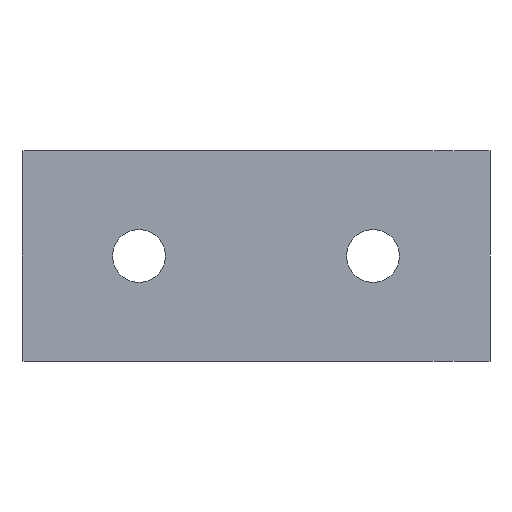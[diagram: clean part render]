
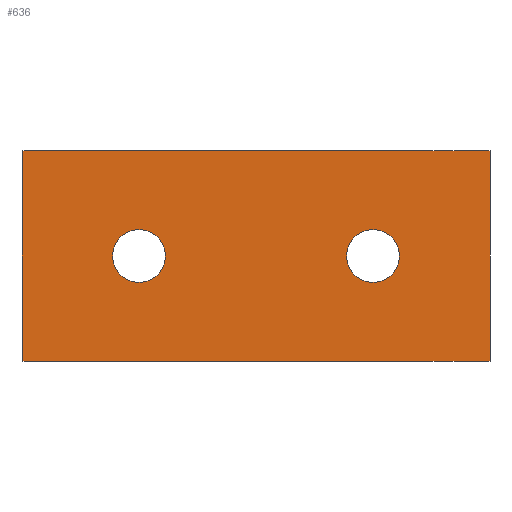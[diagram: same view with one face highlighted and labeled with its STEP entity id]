
A CAD part, left-side view. The second image highlights one B-rep face of the part: STEP entity #636.
In plain terms, the highlighted planar face has unit normal (-1, 0, 0).
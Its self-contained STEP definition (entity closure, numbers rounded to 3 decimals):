
#2 = CARTESIAN_POINT ( 'NONE',  ( 0., 60., 4.5 ) ) ;
#7 = EDGE_LOOP ( 'NONE', ( #212, #208 ) ) ;
#8 = CARTESIAN_POINT ( 'NONE',  ( 0., 0., 18. ) ) ;
#13 = EDGE_LOOP ( 'NONE', ( #159, #233, #119, #346 ) ) ;
#28 = AXIS2_PLACEMENT_3D ( 'NONE', #362, #420, #527 ) ;
#40 = CARTESIAN_POINT ( 'NONE',  ( 0., 20., 0. ) ) ;
#50 = CARTESIAN_POINT ( 'NONE',  ( 0., 0., -18. ) ) ;
#51 = PLANE ( 'NONE',  #463 ) ;
#56 = VERTEX_POINT ( 'NONE', #170 ) ;
#60 = CARTESIAN_POINT ( 'NONE',  ( 0., 80., -18. ) ) ;
#97 = DIRECTION ( 'NONE',  ( 0., 0., -1. ) ) ;
#101 = FACE_BOUND ( 'NONE', #562, .T. ) ;
#111 = VECTOR ( 'NONE', #97, 1000. ) ;
#119 = ORIENTED_EDGE ( 'NONE', *, *, #257, .F. ) ;
#141 = FACE_BOUND ( 'NONE', #7, .T. ) ;
#142 = ORIENTED_EDGE ( 'NONE', *, *, #396, .T. ) ;
#156 = CIRCLE ( 'NONE', #28, 4.5 ) ;
#159 = ORIENTED_EDGE ( 'NONE', *, *, #443, .T. ) ;
#170 = CARTESIAN_POINT ( 'NONE',  ( 0., 80., 18. ) ) ;
#194 = DIRECTION ( 'NONE',  ( 0., 0., -1. ) ) ;
#196 = DIRECTION ( 'NONE',  ( 1., 0., 0. ) ) ;
#199 = CARTESIAN_POINT ( 'NONE',  ( 0., 20., -4.5 ) ) ;
#205 = AXIS2_PLACEMENT_3D ( 'NONE', #40, #270, #361 ) ;
#208 = ORIENTED_EDGE ( 'NONE', *, *, #475, .T. ) ;
#212 = ORIENTED_EDGE ( 'NONE', *, *, #316, .T. ) ;
#213 = ORIENTED_EDGE ( 'NONE', *, *, #341, .T. ) ;
#233 = ORIENTED_EDGE ( 'NONE', *, *, #333, .F. ) ;
#246 = CIRCLE ( 'NONE', #479, 4.5 ) ;
#252 = LINE ( 'NONE', #623, #489 ) ;
#256 = FACE_OUTER_BOUND ( 'NONE', #13, .T. ) ;
#257 = EDGE_CURVE ( 'NONE', #56, #532, #622, .T. ) ;
#259 = VERTEX_POINT ( 'NONE', #2 ) ;
#264 = LINE ( 'NONE', #376, #428 ) ;
#270 = DIRECTION ( 'NONE',  ( 1., 0., 0. ) ) ;
#288 = DIRECTION ( 'NONE',  ( 0., 0., -1. ) ) ;
#290 = DIRECTION ( 'NONE',  ( 1., 0., 0. ) ) ;
#316 = EDGE_CURVE ( 'NONE', #502, #633, #602, .T. ) ;
#320 = AXIS2_PLACEMENT_3D ( 'NONE', #485, #196, #541 ) ;
#333 = EDGE_CURVE ( 'NONE', #532, #348, #264, .T. ) ;
#341 = EDGE_CURVE ( 'NONE', #418, #259, #156, .T. ) ;
#346 = ORIENTED_EDGE ( 'NONE', *, *, #547, .T. ) ;
#348 = VERTEX_POINT ( 'NONE', #50 ) ;
#361 = DIRECTION ( 'NONE',  ( 0., 0., -1. ) ) ;
#362 = CARTESIAN_POINT ( 'NONE',  ( 0., 60., 0. ) ) ;
#372 = DIRECTION ( 'NONE',  ( 0., -1., 0. ) ) ;
#375 = CARTESIAN_POINT ( 'NONE',  ( 0., 0., 18. ) ) ;
#376 = CARTESIAN_POINT ( 'NONE',  ( 0., 0., 18. ) ) ;
#396 = EDGE_CURVE ( 'NONE', #259, #418, #246, .T. ) ;
#413 = CARTESIAN_POINT ( 'NONE',  ( 0., 20., 4.5 ) ) ;
#418 = VERTEX_POINT ( 'NONE', #480 ) ;
#420 = DIRECTION ( 'NONE',  ( 1., 0., 0. ) ) ;
#423 = DIRECTION ( 'NONE',  ( 0., -1., 0. ) ) ;
#428 = VECTOR ( 'NONE', #288, 1000. ) ;
#443 = EDGE_CURVE ( 'NONE', #607, #348, #252, .T. ) ;
#461 = CIRCLE ( 'NONE', #205, 4.5 ) ;
#463 = AXIS2_PLACEMENT_3D ( 'NONE', #375, #290, #194 ) ;
#471 = DIRECTION ( 'NONE',  ( 0., 0., -1. ) ) ;
#475 = EDGE_CURVE ( 'NONE', #633, #502, #461, .T. ) ;
#479 = AXIS2_PLACEMENT_3D ( 'NONE', #487, #630, #471 ) ;
#480 = CARTESIAN_POINT ( 'NONE',  ( 0., 60., -4.5 ) ) ;
#483 = CARTESIAN_POINT ( 'NONE',  ( 0., 80., 18. ) ) ;
#485 = CARTESIAN_POINT ( 'NONE',  ( 0., 20., 0. ) ) ;
#487 = CARTESIAN_POINT ( 'NONE',  ( 0., 60., 0. ) ) ;
#489 = VECTOR ( 'NONE', #423, 1000. ) ;
#502 = VERTEX_POINT ( 'NONE', #413 ) ;
#508 = VECTOR ( 'NONE', #372, 1000. ) ;
#527 = DIRECTION ( 'NONE',  ( 0., 0., -1. ) ) ;
#532 = VERTEX_POINT ( 'NONE', #8 ) ;
#533 = CARTESIAN_POINT ( 'NONE',  ( 0., 0., 18. ) ) ;
#541 = DIRECTION ( 'NONE',  ( 0., 0., -1. ) ) ;
#547 = EDGE_CURVE ( 'NONE', #56, #607, #631, .T. ) ;
#562 = EDGE_LOOP ( 'NONE', ( #142, #213 ) ) ;
#602 = CIRCLE ( 'NONE', #320, 4.5 ) ;
#607 = VERTEX_POINT ( 'NONE', #60 ) ;
#622 = LINE ( 'NONE', #533, #508 ) ;
#623 = CARTESIAN_POINT ( 'NONE',  ( 0., 0., -18. ) ) ;
#630 = DIRECTION ( 'NONE',  ( 1., 0., 0. ) ) ;
#631 = LINE ( 'NONE', #483, #111 ) ;
#633 = VERTEX_POINT ( 'NONE', #199 ) ;
#636 = ADVANCED_FACE ( 'NONE', ( #141, #256, #101 ), #51, .F. ) ;
